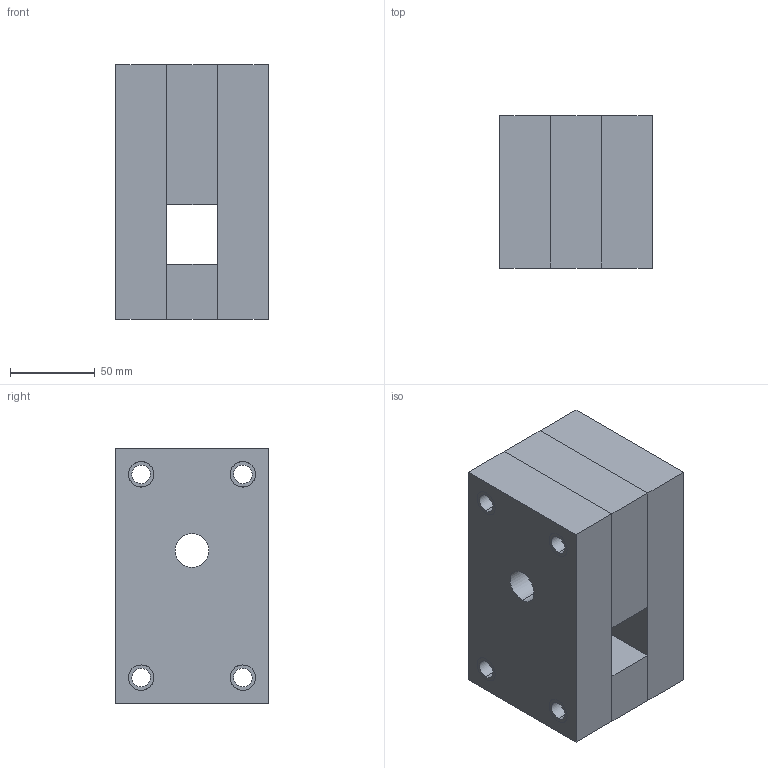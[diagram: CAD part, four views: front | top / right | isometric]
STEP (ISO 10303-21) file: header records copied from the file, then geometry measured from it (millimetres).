
FILE_DESCRIPTION (( 'STEP AP214' ), '1' );
FILE_NAME ('Gearbox Assembly STEP.STEP', '2022-05-26T20:13:00', ( '' ), ( '' ), 'SwSTEP 2.0', 'SolidWorks 2019', '' );
FILE_SCHEMA (( 'AUTOMOTIVE_DESIGN' ));
Length unit declared in the file: millimetre
Products named in the file (6): BOLT SLEEVE; main plate b; main plate a; back block; Gearbox Assembly STEP; gear block
Assembly tree (8 placements, depth 2):
  Gearbox Assembly STEP
    main plate a
    main plate b
    back block
    gear block
    BOLT SLEEVE  x4
Bounding box: 90 x 90 x 150 mm (x, y, z)
Volume: 882436.8 mm3; surface area: 161751.1 mm2
Topology: 8 solids, 8 shells, 80 faces, 192 edges, 128 vertices
Faces by surface type: cylinder 47, plane 33
Entity records: 2216 total; most frequent: DIRECTION 372, CARTESIAN_POINT 333, ORIENTED_EDGE 312, EDGE_CURVE 156, AXIS2_PLACEMENT_3D 143, VERTEX_POINT 104, EDGE_LOOP 92, VECTOR 86
